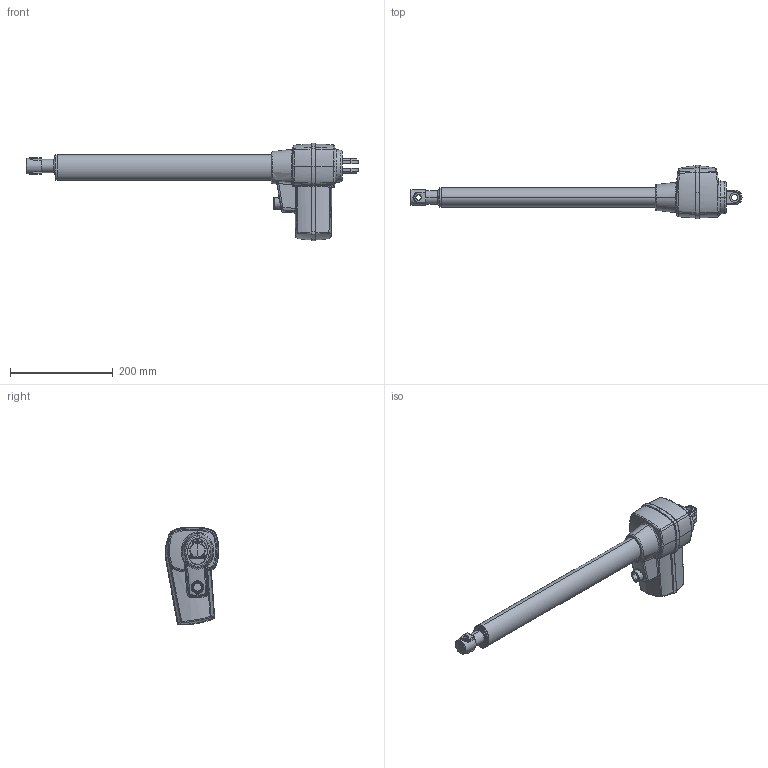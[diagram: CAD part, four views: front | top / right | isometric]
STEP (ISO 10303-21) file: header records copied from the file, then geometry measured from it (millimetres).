
FILE_DESCRIPTION (( 'STEP AP203' ), '1' );
FILE_NAME ('產品三維模型圖-TA24-U型下端-管帽上端-安裝角度0度-A.STEP', '2016-09-13T02:43:17', ( '' ), ( '' ), 'SwSTEP 2.0', 'SolidWorks 2015', '' );
FILE_SCHEMA (( 'CONFIG_CONTROL_DESIGN' ));
Length unit declared in the file: millimetre
Products named in the file (1): 產品三維模型圖-TA24-U型下端-管帽上端-安裝角度0度-A
Bounding box: 647.71 x 105.01 x 191.16 mm (x, y, z)
Volume: 2002553 mm3; surface area: 149305.3 mm2
Topology: 2 solids, 3 shells, 501 faces, 1174 edges, 677 vertices
Faces by surface type: bspline 215, cylinder 92, plane 92, torus 64, cone 25, sphere 13
Entity records: 31135 total; most frequent: CARTESIAN_POINT 21067, ORIENTED_EDGE 2322, DIRECTION 1778, EDGE_CURVE 1161, AXIS2_PLACEMENT_3D 754, VERTEX_POINT 677, EDGE_LOOP 522, FACE_OUTER_BOUND 501
